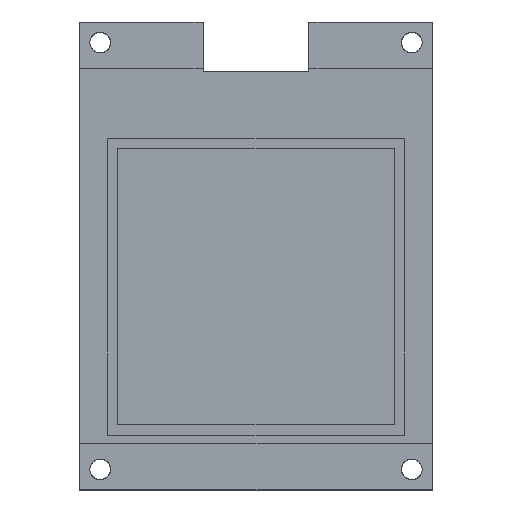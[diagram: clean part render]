
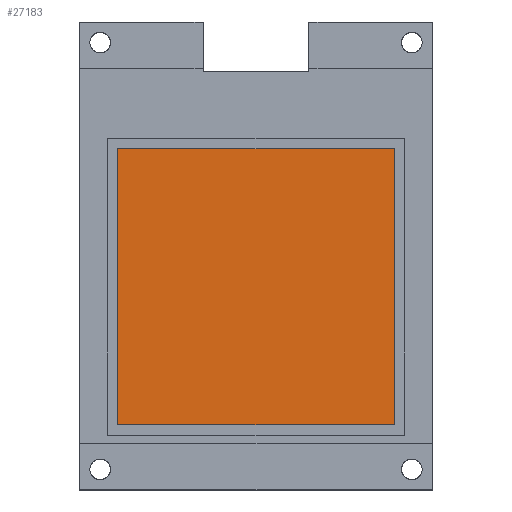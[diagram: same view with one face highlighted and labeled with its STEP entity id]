
A CAD part, top view. The second image highlights one B-rep face of the part: STEP entity #27183.
In plain terms, the highlighted planar face has unit normal (0, 0, 1).
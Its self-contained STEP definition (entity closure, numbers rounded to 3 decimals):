
#27092 = VERTEX_POINT('',#27093);
#27093 = CARTESIAN_POINT('',(13.43,-16.43,2.835));
#27101 = VERTEX_POINT('',#27102);
#27102 = CARTESIAN_POINT('',(-13.43,-16.43,2.835));
#27108 = EDGE_CURVE('',#27101,#27092,#27109,.T.);
#27109 = LINE('',#27110,#27111);
#27110 = CARTESIAN_POINT('',(-13.43,-16.43,2.835));
#27111 = VECTOR('',#27112,1.);
#27112 = DIRECTION('',(1.,0.,0.));
#27125 = VERTEX_POINT('',#27126);
#27126 = CARTESIAN_POINT('',(13.43,10.43,2.835));
#27132 = EDGE_CURVE('',#27092,#27125,#27133,.T.);
#27133 = LINE('',#27134,#27135);
#27134 = CARTESIAN_POINT('',(13.43,-16.43,2.835));
#27135 = VECTOR('',#27136,1.);
#27136 = DIRECTION('',(0.,1.,0.));
#27149 = VERTEX_POINT('',#27150);
#27150 = CARTESIAN_POINT('',(-13.43,10.43,2.835));
#27156 = EDGE_CURVE('',#27149,#27125,#27157,.T.);
#27157 = LINE('',#27158,#27159);
#27158 = CARTESIAN_POINT('',(-13.43,10.43,2.835));
#27159 = VECTOR('',#27160,1.);
#27160 = DIRECTION('',(1.,0.,0.));
#27173 = EDGE_CURVE('',#27101,#27149,#27174,.T.);
#27174 = LINE('',#27175,#27176);
#27175 = CARTESIAN_POINT('',(-13.43,-16.43,2.835));
#27176 = VECTOR('',#27177,1.);
#27177 = DIRECTION('',(0.,1.,0.));
#27183 = ADVANCED_FACE('',(#27184),#27190,.T.);
#27184 = FACE_BOUND('',#27185,.T.);
#27185 = EDGE_LOOP('',(#27186,#27187,#27188,#27189));
#27186 = ORIENTED_EDGE('',*,*,#27173,.F.);
#27187 = ORIENTED_EDGE('',*,*,#27108,.T.);
#27188 = ORIENTED_EDGE('',*,*,#27132,.T.);
#27189 = ORIENTED_EDGE('',*,*,#27156,.F.);
#27190 = PLANE('',#27191);
#27191 = AXIS2_PLACEMENT_3D('',#27192,#27193,#27194);
#27192 = CARTESIAN_POINT('',(-13.43,-16.43,2.835));
#27193 = DIRECTION('',(0.,0.,1.));
#27194 = DIRECTION('',(1.,0.,0.));
